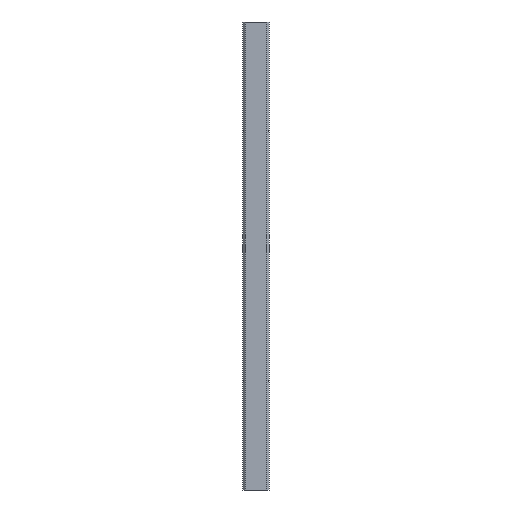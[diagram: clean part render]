
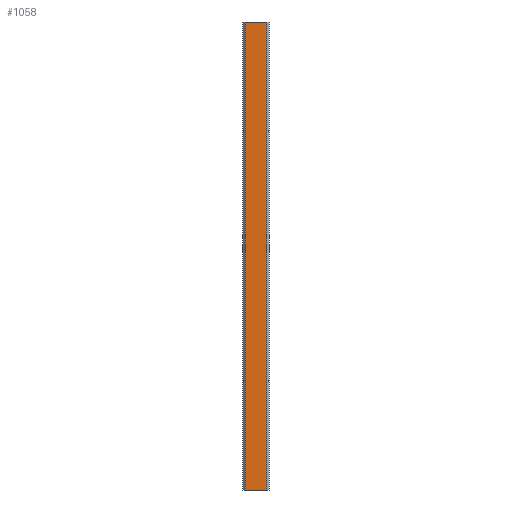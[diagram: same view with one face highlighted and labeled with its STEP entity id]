
A CAD part, front view. The second image highlights one B-rep face of the part: STEP entity #1058.
In plain terms, the highlighted planar face has unit normal (0, -1, 0).
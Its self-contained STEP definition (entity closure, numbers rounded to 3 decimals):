
#8 = EDGE_CURVE ( 'NONE', #705, #1188, #117, .T. ) ;
#29 = CARTESIAN_POINT ( 'NONE',  ( -67.379, 0., 1500. ) ) ;
#55 = DIRECTION ( 'NONE',  ( -1., 0., 0. ) ) ;
#63 = VECTOR ( 'NONE', #55, 1000. ) ;
#68 = ORIENTED_EDGE ( 'NONE', *, *, #8, .T. ) ;
#107 = VECTOR ( 'NONE', #907, 1000. ) ;
#117 = LINE ( 'NONE', #706, #800 ) ;
#149 = FACE_OUTER_BOUND ( 'NONE', #1041, .T. ) ;
#211 = ORIENTED_EDGE ( 'NONE', *, *, #921, .F. ) ;
#267 = VECTOR ( 'NONE', #1189, 1000. ) ;
#272 = CARTESIAN_POINT ( 'NONE',  ( -68., 0., 1500. ) ) ;
#303 = DIRECTION ( 'NONE',  ( 0., 0., -1. ) ) ;
#339 = EDGE_CURVE ( 'NONE', #970, #705, #783, .T. ) ;
#392 = CARTESIAN_POINT ( 'NONE',  ( -68., 0., 1500. ) ) ;
#404 = CARTESIAN_POINT ( 'NONE',  ( -67.379, 0., -1500. ) ) ;
#457 = CARTESIAN_POINT ( 'NONE',  ( 67.379, 0., 1500. ) ) ;
#546 = LINE ( 'NONE', #1145, #63 ) ;
#576 = PLANE ( 'NONE',  #672 ) ;
#626 = LINE ( 'NONE', #457, #267 ) ;
#672 = AXIS2_PLACEMENT_3D ( 'NONE', #392, #850, #303 ) ;
#705 = VERTEX_POINT ( 'NONE', #29 ) ;
#706 = CARTESIAN_POINT ( 'NONE',  ( -67.379, 0., 1500. ) ) ;
#783 = LINE ( 'NONE', #272, #107 ) ;
#796 = ORIENTED_EDGE ( 'NONE', *, *, #339, .T. ) ;
#800 = VECTOR ( 'NONE', #1170, 1000. ) ;
#831 = CARTESIAN_POINT ( 'NONE',  ( 67.379, 0., 1500. ) ) ;
#850 = DIRECTION ( 'NONE',  ( 0., -1., 0. ) ) ;
#907 = DIRECTION ( 'NONE',  ( -1., 0., 0. ) ) ;
#909 = CARTESIAN_POINT ( 'NONE',  ( 67.379, 0., -1500. ) ) ;
#921 = EDGE_CURVE ( 'NONE', #960, #1188, #546, .T. ) ;
#936 = ORIENTED_EDGE ( 'NONE', *, *, #940, .F. ) ;
#940 = EDGE_CURVE ( 'NONE', #970, #960, #626, .T. ) ;
#960 = VERTEX_POINT ( 'NONE', #909 ) ;
#970 = VERTEX_POINT ( 'NONE', #831 ) ;
#1041 = EDGE_LOOP ( 'NONE', ( #211, #936, #796, #68 ) ) ;
#1058 = ADVANCED_FACE ( 'NONE', ( #149 ), #576, .T. ) ;
#1145 = CARTESIAN_POINT ( 'NONE',  ( -68., 0., -1500. ) ) ;
#1170 = DIRECTION ( 'NONE',  ( 0., 0., -1. ) ) ;
#1188 = VERTEX_POINT ( 'NONE', #404 ) ;
#1189 = DIRECTION ( 'NONE',  ( 0., 0., -1. ) ) ;
